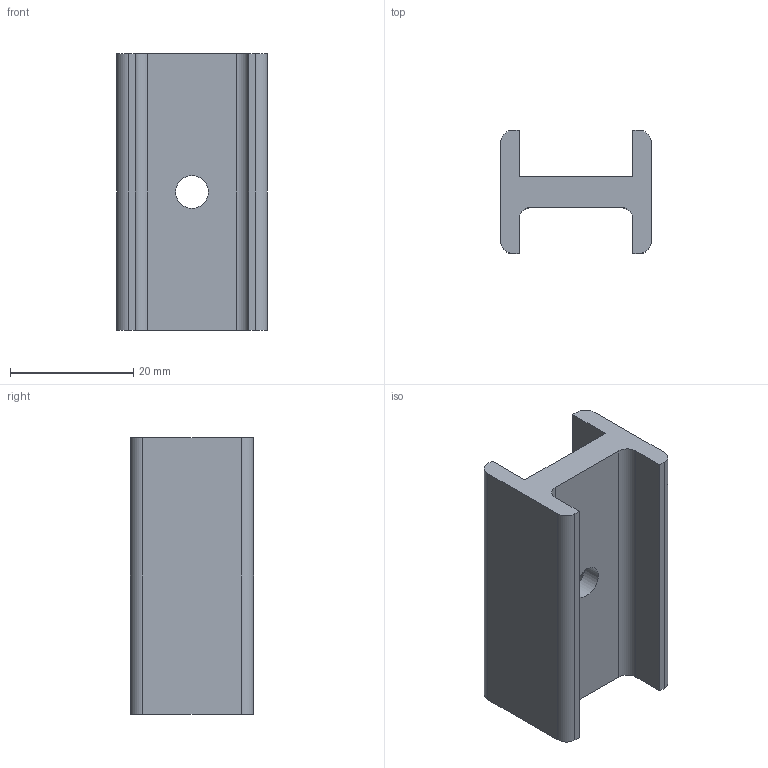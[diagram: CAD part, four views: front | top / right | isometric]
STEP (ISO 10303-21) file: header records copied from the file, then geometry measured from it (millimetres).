
FILE_DESCRIPTION((''),'2;1');
FILE_NAME('700023.ipt.stp','2010-09-05T12:23:11',(''),(''),'Autodesk Inventor 2010','Autodesk Inventor 2010','');
FILE_SCHEMA(('AUTOMOTIVE_DESIGN { 1 0 10303 214 1 1 1 1 }'));
Length unit declared in the file: millimetre
Products named in the file (1): 700023
Bounding box: 24.5 x 20 x 45 mm (x, y, z)
Volume: 9339.8 mm3; surface area: 5570.3 mm2
Topology: 1 solids, 1 shells, 22 faces, 59 edges, 39 vertices
Faces by surface type: plane 14, cylinder 6, bspline 2
Entity records: 736 total; most frequent: CARTESIAN_POINT 153, DIRECTION 114, ORIENTED_EDGE 114, EDGE_CURVE 57, VECTOR 42, LINE 42, VERTEX_POINT 39, AXIS2_PLACEMENT_3D 36
